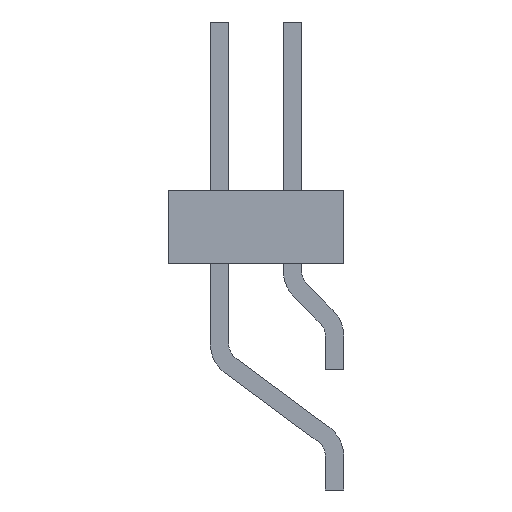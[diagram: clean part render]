
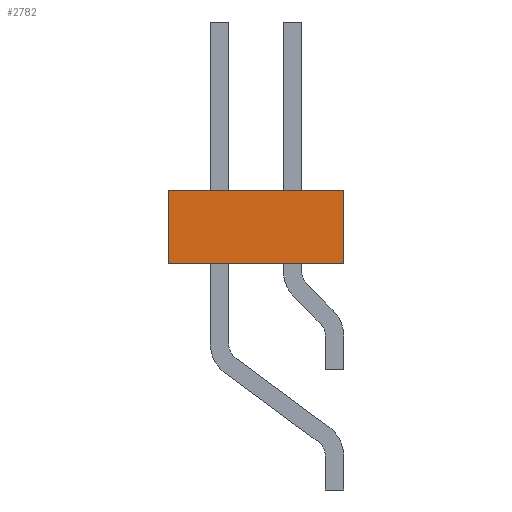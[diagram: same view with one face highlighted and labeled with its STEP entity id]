
A CAD part, left-side view. The second image highlights one B-rep face of the part: STEP entity #2782.
In plain terms, the highlighted planar face has unit normal (-1, 0, 0).
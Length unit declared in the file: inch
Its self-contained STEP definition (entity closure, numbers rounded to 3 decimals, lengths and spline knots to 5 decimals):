
#2782 = ADVANCED_FACE( '', ( #5735 ), #5736, .F. );
#5735 = FACE_OUTER_BOUND( '', #8769, .T. );
#5736 = PLANE( '', #8770 );
#8769 = EDGE_LOOP( '', ( #17550, #17551, #17552, #17553 ) );
#8770 = AXIS2_PLACEMENT_3D( '', #17554, #17555, #17556 );
#17550 = ORIENTED_EDGE( '', *, *, #21689, .T. );
#17551 = ORIENTED_EDGE( '', *, *, #22031, .F. );
#17552 = ORIENTED_EDGE( '', *, *, #21903, .F. );
#17553 = ORIENTED_EDGE( '', *, *, #21063, .T. );
#17554 = CARTESIAN_POINT( '', ( -0.5, 0.12, 0.05 ) );
#17555 = DIRECTION( '', ( 1., 0., 0. ) );
#17556 = DIRECTION( '', ( 0., 0., -1. ) );
#21063 = EDGE_CURVE( '', #26409, #26407, #26410, .T. );
#21689 = EDGE_CURVE( '', #26407, #27204, #27206, .T. );
#21903 = EDGE_CURVE( '', #26409, #27456, #27458, .T. );
#22031 = EDGE_CURVE( '', #27456, #27204, #27597, .T. );
#26407 = VERTEX_POINT( '', #33880 );
#26409 = VERTEX_POINT( '', #33883 );
#26410 = LINE( '', #33884, #33885 );
#27204 = VERTEX_POINT( '', #35063 );
#27206 = LINE( '', #35066, #35067 );
#27456 = VERTEX_POINT( '', #35434 );
#27458 = LINE( '', #35437, #35438 );
#27597 = LINE( '', #35640, #35641 );
#33880 = CARTESIAN_POINT( '', ( -0.5, 0.12, -0.05 ) );
#33883 = CARTESIAN_POINT( '', ( -0.5, 0.12, 0.05 ) );
#33884 = CARTESIAN_POINT( '', ( -0.5, 0.12, 0.05 ) );
#33885 = VECTOR( '', #38390, 39.37008 );
#35063 = CARTESIAN_POINT( '', ( -0.5, -0.12, -0.05 ) );
#35066 = CARTESIAN_POINT( '', ( -0.5, 0.12, -0.05 ) );
#35067 = VECTOR( '', #38902, 39.37008 );
#35434 = CARTESIAN_POINT( '', ( -0.5, -0.12, 0.05 ) );
#35437 = CARTESIAN_POINT( '', ( -0.5, 0.12, 0.05 ) );
#35438 = VECTOR( '', #39039, 39.37008 );
#35640 = CARTESIAN_POINT( '', ( -0.5, -0.12, 0.05 ) );
#35641 = VECTOR( '', #39115, 39.37008 );
#38390 = DIRECTION( '', ( 0., 0., -1. ) );
#38902 = DIRECTION( '', ( 0., -1., 0. ) );
#39039 = DIRECTION( '', ( 0., -1., 0. ) );
#39115 = DIRECTION( '', ( 0., 0., -1. ) );
